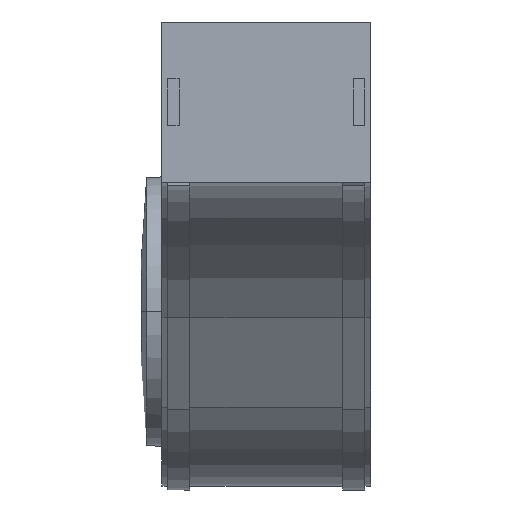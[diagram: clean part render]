
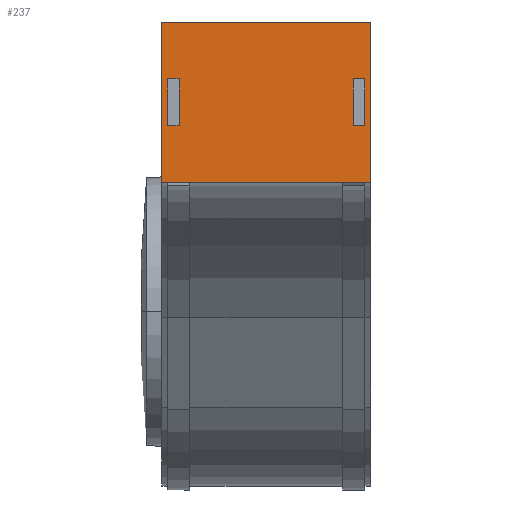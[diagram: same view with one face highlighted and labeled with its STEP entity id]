
A CAD part, left-side view. The second image highlights one B-rep face of the part: STEP entity #237.
In plain terms, the highlighted planar face has unit normal (-1, 0, 0).
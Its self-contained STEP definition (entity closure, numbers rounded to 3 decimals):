
#237=ADVANCED_FACE('',(#502,#503,#504),#505,.T.);
#502=FACE_OUTER_BOUND('',#790,.T.);
#503=FACE_BOUND('',#791,.T.);
#504=FACE_BOUND('',#792,.T.);
#505=PLANE('',#793);
#790=EDGE_LOOP('',(#1445,#1446,#1447,#1448));
#791=EDGE_LOOP('',(#1449,#1450,#1451,#1452));
#792=EDGE_LOOP('',(#1453,#1454,#1455,#1456));
#793=AXIS2_PLACEMENT_3D('',#1457,#1458,#1459);
#1445=ORIENTED_EDGE('',*,*,#1979,.T.);
#1446=ORIENTED_EDGE('',*,*,#1980,.F.);
#1447=ORIENTED_EDGE('',*,*,#1778,.F.);
#1448=ORIENTED_EDGE('',*,*,#1896,.T.);
#1449=ORIENTED_EDGE('',*,*,#1808,.T.);
#1450=ORIENTED_EDGE('',*,*,#1813,.T.);
#1451=ORIENTED_EDGE('',*,*,#1801,.T.);
#1452=ORIENTED_EDGE('',*,*,#1811,.T.);
#1453=ORIENTED_EDGE('',*,*,#1825,.T.);
#1454=ORIENTED_EDGE('',*,*,#1830,.T.);
#1455=ORIENTED_EDGE('',*,*,#1818,.T.);
#1456=ORIENTED_EDGE('',*,*,#1828,.T.);
#1457=CARTESIAN_POINT('',(0.,45.0,-74.5));
#1458=DIRECTION('',(-1.0,0.0,0.0));
#1459=DIRECTION('',(0.0,0.0,1.0));
#1778=EDGE_CURVE('',#2147,#2149,#2150,.T.);
#1801=EDGE_CURVE('',#2183,#2188,#2190,.T.);
#1808=EDGE_CURVE('',#2200,#2198,#2201,.T.);
#1811=EDGE_CURVE('',#2188,#2200,#2204,.T.);
#1813=EDGE_CURVE('',#2198,#2183,#2206,.T.);
#1818=EDGE_CURVE('',#2208,#2213,#2215,.T.);
#1825=EDGE_CURVE('',#2225,#2223,#2226,.T.);
#1828=EDGE_CURVE('',#2213,#2225,#2229,.T.);
#1830=EDGE_CURVE('',#2223,#2208,#2231,.T.);
#1896=EDGE_CURVE('',#2147,#2324,#2326,.T.);
#1979=EDGE_CURVE('',#2324,#2442,#2443,.T.);
#1980=EDGE_CURVE('',#2149,#2442,#2444,.T.);
#2147=VERTEX_POINT('',#2658);
#2149=VERTEX_POINT('',#2661);
#2150=LINE('',#2662,#2663);
#2183=VERTEX_POINT('',#2704);
#2188=VERTEX_POINT('',#2711);
#2190=LINE('',#2714,#2715);
#2198=VERTEX_POINT('',#2726);
#2200=VERTEX_POINT('',#2729);
#2201=LINE('',#2730,#2731);
#2204=LINE('',#2735,#2736);
#2206=LINE('',#2738,#2739);
#2208=VERTEX_POINT('',#2741);
#2213=VERTEX_POINT('',#2748);
#2215=LINE('',#2751,#2752);
#2223=VERTEX_POINT('',#2763);
#2225=VERTEX_POINT('',#2766);
#2226=LINE('',#2767,#2768);
#2229=LINE('',#2772,#2773);
#2231=LINE('',#2775,#2776);
#2324=VERTEX_POINT('',#2903);
#2326=LINE('',#2906,#2907);
#2442=VERTEX_POINT('',#3070);
#2443=LINE('',#3071,#3072);
#2444=LINE('',#3073,#3074);
#2658=CARTESIAN_POINT('',(0.,45.0,-74.5));
#2661=CARTESIAN_POINT('',(0.,45.0,-5.5));
#2662=CARTESIAN_POINT('',(0.,45.0,-74.5));
#2663=VECTOR('',#3301,69.0);
#2704=CARTESIAN_POINT('',(0.,37.5,-30.));
#2711=CARTESIAN_POINT('',(0.,37.5,-50.));
#2714=CARTESIAN_POINT('',(0.,37.5,-30.));
#2715=VECTOR('',#3337,20.0);
#2726=CARTESIAN_POINT('',(0.,42.5,-30.));
#2729=CARTESIAN_POINT('',(0.,42.5,-50.));
#2730=CARTESIAN_POINT('',(0.,42.5,-50.));
#2731=VECTOR('',#3342,20.0);
#2735=CARTESIAN_POINT('',(0.,37.5,-50.));
#2736=VECTOR('',#3344,5.0);
#2738=CARTESIAN_POINT('',(0.,42.5,-30.));
#2739=VECTOR('',#3345,5.0);
#2741=CARTESIAN_POINT('',(0.,-42.5,-30.));
#2748=CARTESIAN_POINT('',(0.,-42.5,-50.));
#2751=CARTESIAN_POINT('',(0.,-42.5,-30.));
#2752=VECTOR('',#3349,20.0);
#2763=CARTESIAN_POINT('',(0.,-37.5,-30.));
#2766=CARTESIAN_POINT('',(0.,-37.5,-50.));
#2767=CARTESIAN_POINT('',(0.,-37.5,-50.));
#2768=VECTOR('',#3354,20.0);
#2772=CARTESIAN_POINT('',(0.,-42.5,-50.));
#2773=VECTOR('',#3356,5.0);
#2775=CARTESIAN_POINT('',(0.,-37.5,-30.));
#2776=VECTOR('',#3357,5.0);
#2903=CARTESIAN_POINT('',(0.,-45.0,-74.5));
#2906=CARTESIAN_POINT('',(0.,45.0,-74.5));
#2907=VECTOR('',#3435,90.0);
#3070=CARTESIAN_POINT('',(0.,-45.0,-5.5));
#3071=CARTESIAN_POINT('',(0.,-45.0,-74.5));
#3072=VECTOR('',#3516,69.0);
#3073=CARTESIAN_POINT('',(0.,45.0,-5.5));
#3074=VECTOR('',#3517,90.0);
#3301=DIRECTION('',(0.0,0.0,1.0));
#3337=DIRECTION('',(0.0,0.0,-1.0));
#3342=DIRECTION('',(0.0,0.0,1.0));
#3344=DIRECTION('',(0.0,1.0,0.0));
#3345=DIRECTION('',(0.0,-1.0,0.0));
#3349=DIRECTION('',(0.0,0.0,-1.0));
#3354=DIRECTION('',(0.0,0.0,1.0));
#3356=DIRECTION('',(0.0,1.0,0.0));
#3357=DIRECTION('',(0.0,-1.0,0.0));
#3435=DIRECTION('',(0.0,-1.0,0.0));
#3516=DIRECTION('',(0.0,0.0,1.0));
#3517=DIRECTION('',(0.0,-1.0,0.0));
